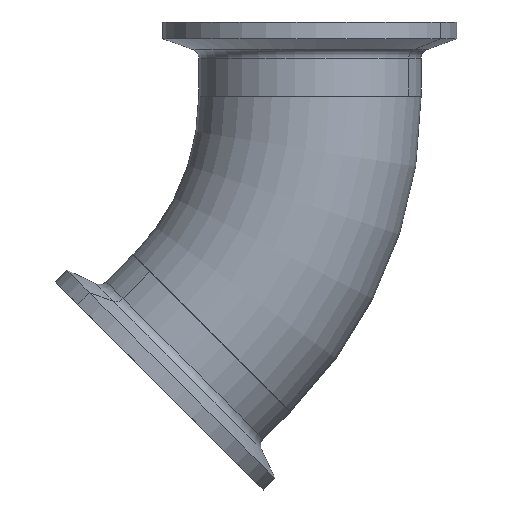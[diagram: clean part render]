
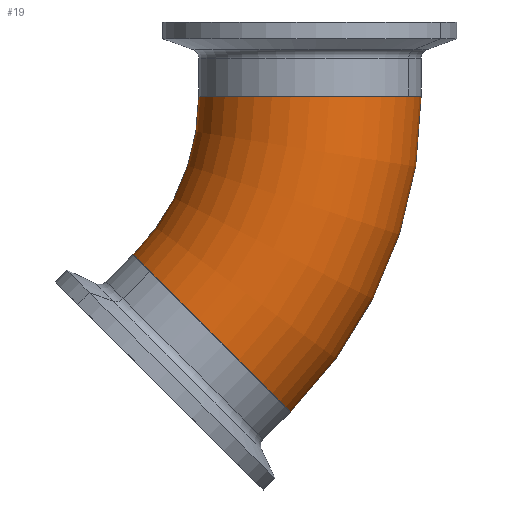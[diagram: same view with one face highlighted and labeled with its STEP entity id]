
A CAD part, front view. The second image highlights one B-rep face of the part: STEP entity #19.
In plain terms, the highlighted toroidal (fillet/blend) face has major radius 57.2 mm and minor radius 19.05 mm.
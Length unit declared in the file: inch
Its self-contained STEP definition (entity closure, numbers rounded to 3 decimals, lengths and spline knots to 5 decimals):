
#19 = ADVANCED_FACE ( 'NONE', ( #445 ), #522, .T. ) ;
#23 = CARTESIAN_POINT ( 'NONE',  ( 2.25197, 0., 0. ) ) ;
#133 = DIRECTION ( 'NONE',  ( 0., -1., 0. ) ) ;
#164 = EDGE_CURVE ( 'NONE', #1072, #1076, #228, .T. ) ;
#228 = CIRCLE ( 'NONE', #816, 1.50197 ) ;
#235 = CARTESIAN_POINT ( 'NONE',  ( 0., 0., 0. ) ) ;
#269 = CARTESIAN_POINT ( 'NONE',  ( 1.59238, 0., -1.59238 ) ) ;
#284 = CARTESIAN_POINT ( 'NONE',  ( 0., 0., 0. ) ) ;
#294 = EDGE_CURVE ( 'NONE', #1035, #1072, #1189, .T. ) ;
#300 = CARTESIAN_POINT ( 'NONE',  ( 0., 0., 0. ) ) ;
#306 = CARTESIAN_POINT ( 'NONE',  ( 2.12271, 0., -2.12271 ) ) ;
#380 = AXIS2_PLACEMENT_3D ( 'NONE', #23, #478, #661 ) ;
#410 = ORIENTED_EDGE ( 'NONE', *, *, #294, .F. ) ;
#422 = EDGE_CURVE ( 'NONE', #1076, #972, #1010, .T. ) ;
#430 = EDGE_CURVE ( 'NONE', #1035, #972, #566, .T. ) ;
#445 = FACE_OUTER_BOUND ( 'NONE', #578, .T. ) ;
#452 = DIRECTION ( 'NONE',  ( -0.707, 0., -0.707 ) ) ;
#465 = DIRECTION ( 'NONE',  ( 0., -1., 0. ) ) ;
#478 = DIRECTION ( 'NONE',  ( 0., 0., 1. ) ) ;
#496 = ORIENTED_EDGE ( 'NONE', *, *, #422, .F. ) ;
#517 = CARTESIAN_POINT ( 'NONE',  ( 1.50197, 0., 0. ) ) ;
#522 = TOROIDAL_SURFACE ( 'NONE', #533, 2.25197, 0.75 ) ;
#533 = AXIS2_PLACEMENT_3D ( 'NONE', #284, #465, #1060 ) ;
#554 = ORIENTED_EDGE ( 'NONE', *, *, #430, .T. ) ;
#566 = CIRCLE ( 'NONE', #691, 3.00197 ) ;
#578 = EDGE_LOOP ( 'NONE', ( #410, #554, #496, #672 ) ) ;
#661 = DIRECTION ( 'NONE',  ( 1., 0., 0. ) ) ;
#663 = CARTESIAN_POINT ( 'NONE',  ( 3.00197, 0., 0. ) ) ;
#672 = ORIENTED_EDGE ( 'NONE', *, *, #164, .F. ) ;
#691 = AXIS2_PLACEMENT_3D ( 'NONE', #300, #951, #1047 ) ;
#816 = AXIS2_PLACEMENT_3D ( 'NONE', #235, #133, #966 ) ;
#825 = DIRECTION ( 'NONE',  ( -0.707, 0., 0.707 ) ) ;
#884 = CARTESIAN_POINT ( 'NONE',  ( 1.06205, 0., -1.06205 ) ) ;
#951 = DIRECTION ( 'NONE',  ( 0., -1., 0. ) ) ;
#966 = DIRECTION ( 'NONE',  ( 0., 0., -1. ) ) ;
#972 = VERTEX_POINT ( 'NONE', #663 ) ;
#996 = AXIS2_PLACEMENT_3D ( 'NONE', #269, #452, #825 ) ;
#1010 = CIRCLE ( 'NONE', #380, 0.75 ) ;
#1035 = VERTEX_POINT ( 'NONE', #306 ) ;
#1047 = DIRECTION ( 'NONE',  ( 0., 0., -1. ) ) ;
#1060 = DIRECTION ( 'NONE',  ( 0., 0., -1. ) ) ;
#1072 = VERTEX_POINT ( 'NONE', #884 ) ;
#1076 = VERTEX_POINT ( 'NONE', #517 ) ;
#1189 = CIRCLE ( 'NONE', #996, 0.75 ) ;
